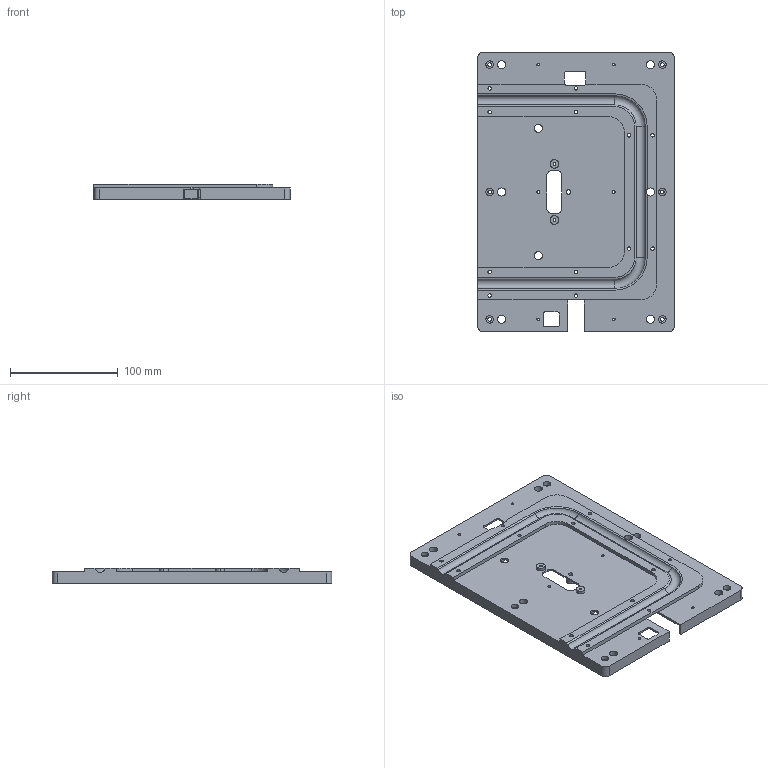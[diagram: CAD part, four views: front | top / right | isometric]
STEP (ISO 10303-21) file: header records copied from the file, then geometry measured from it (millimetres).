
FILE_DESCRIPTION(('CATIA V5 STEP Exchange'),'2;1');
FILE_NAME('2020-10-06_2000001_Riadateur_FEC.stp','2020-10-06T11:25:03+00:00',('none'),('none'),'CATIA Version 5-6 Release 2017 SP4','CATIA V5 STEP AP203','none');
FILE_SCHEMA(('CONFIG_CONTROL_DESIGN'));
Length unit declared in the file: millimetre
Products named in the file (1): 2000001_Riadateur_FEC
Bounding box: 182 x 259 x 14.5 mm (x, y, z)
Volume: 245804.5 mm3; surface area: 123610.5 mm2
Topology: 1 solids, 1 shells, 329 faces, 933 edges, 618 vertices
Faces by surface type: cylinder 180, plane 143, cone 4, torus 2
Entity records: 10093 total; most frequent: ORIENTED_EDGE 1866, CARTESIAN_POINT 1782, DIRECTION 1375, EDGE_CURVE 933, VERTEX_POINT 618, AXIS2_PLACEMENT_3D 597, VECTOR 557, LINE 557
